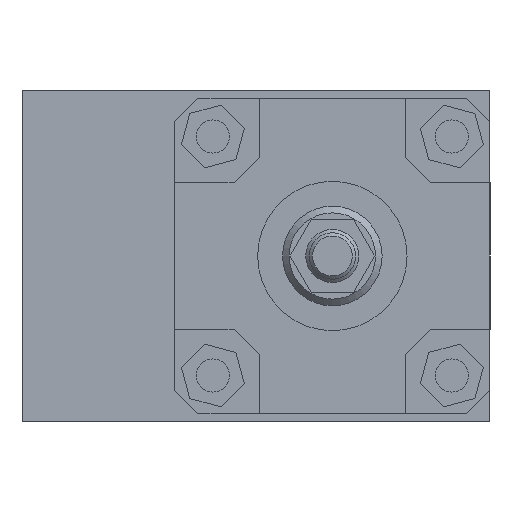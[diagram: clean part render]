
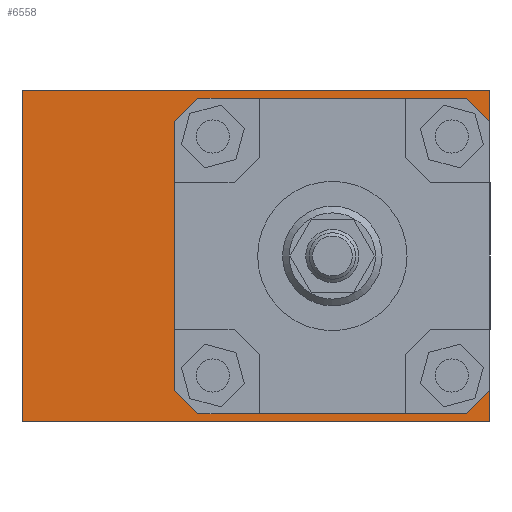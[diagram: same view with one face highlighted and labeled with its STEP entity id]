
A CAD part, left-side view. The second image highlights one B-rep face of the part: STEP entity #6558.
In plain terms, the highlighted planar face has unit normal (-1, 0, 0).
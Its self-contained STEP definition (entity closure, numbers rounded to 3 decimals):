
#1295=ORIENTED_EDGE('',*,*,#1970,.T.);
#1296=ORIENTED_EDGE('',*,*,#1971,.F.);
#1297=ORIENTED_EDGE('',*,*,#1968,.T.);
#1298=ORIENTED_EDGE('',*,*,#1972,.F.);
#1299=ORIENTED_EDGE('',*,*,#1646,.T.);
#1300=ORIENTED_EDGE('',*,*,#1663,.T.);
#1301=ORIENTED_EDGE('',*,*,#1600,.T.);
#1302=ORIENTED_EDGE('',*,*,#1597,.T.);
#1303=ORIENTED_EDGE('',*,*,#1594,.T.);
#1304=ORIENTED_EDGE('',*,*,#1591,.T.);
#1305=ORIENTED_EDGE('',*,*,#1588,.T.);
#1306=ORIENTED_EDGE('',*,*,#1585,.T.);
#1307=ORIENTED_EDGE('',*,*,#1582,.T.);
#1308=ORIENTED_EDGE('',*,*,#1619,.T.);
#1309=ORIENTED_EDGE('',*,*,#1616,.T.);
#1310=ORIENTED_EDGE('',*,*,#1613,.T.);
#1311=ORIENTED_EDGE('',*,*,#1610,.T.);
#1312=ORIENTED_EDGE('',*,*,#1607,.T.);
#1313=ORIENTED_EDGE('',*,*,#1604,.T.);
#1314=ORIENTED_EDGE('',*,*,#1622,.T.);
#1315=ORIENTED_EDGE('',*,*,#1640,.T.);
#1316=ORIENTED_EDGE('',*,*,#1637,.T.);
#1317=ORIENTED_EDGE('',*,*,#1634,.T.);
#1318=ORIENTED_EDGE('',*,*,#1631,.T.);
#1319=ORIENTED_EDGE('',*,*,#1628,.T.);
#1320=ORIENTED_EDGE('',*,*,#1625,.T.);
#1321=ORIENTED_EDGE('',*,*,#1643,.T.);
#1322=ORIENTED_EDGE('',*,*,#1661,.T.);
#1323=ORIENTED_EDGE('',*,*,#1658,.T.);
#1324=ORIENTED_EDGE('',*,*,#1655,.T.);
#1325=ORIENTED_EDGE('',*,*,#1652,.T.);
#1326=ORIENTED_EDGE('',*,*,#1649,.T.);
#1582=EDGE_CURVE('',#2153,#2152,#2556,.T.);
#1585=EDGE_CURVE('',#2155,#2153,#2559,.T.);
#1588=EDGE_CURVE('',#2157,#2155,#2562,.T.);
#1591=EDGE_CURVE('',#2159,#2157,#2565,.T.);
#1594=EDGE_CURVE('',#2161,#2159,#2568,.T.);
#1597=EDGE_CURVE('',#2163,#2161,#2571,.T.);
#1600=EDGE_CURVE('',#2165,#2163,#2574,.T.);
#1604=EDGE_CURVE('',#2169,#2168,#2578,.T.);
#1607=EDGE_CURVE('',#2171,#2169,#2581,.T.);
#1610=EDGE_CURVE('',#2173,#2171,#2584,.T.);
#1613=EDGE_CURVE('',#2175,#2173,#2587,.T.);
#1616=EDGE_CURVE('',#2177,#2175,#2590,.T.);
#1619=EDGE_CURVE('',#2152,#2177,#2593,.T.);
#1622=EDGE_CURVE('',#2168,#2179,#2596,.T.);
#1625=EDGE_CURVE('',#2183,#2182,#2599,.T.);
#1628=EDGE_CURVE('',#2185,#2183,#2602,.T.);
#1631=EDGE_CURVE('',#2187,#2185,#2605,.T.);
#1634=EDGE_CURVE('',#2189,#2187,#2608,.T.);
#1637=EDGE_CURVE('',#2191,#2189,#2611,.T.);
#1640=EDGE_CURVE('',#2179,#2191,#2614,.T.);
#1643=EDGE_CURVE('',#2182,#2193,#2617,.T.);
#1646=EDGE_CURVE('',#2197,#2196,#2620,.T.);
#1649=EDGE_CURVE('',#2199,#2197,#2623,.T.);
#1652=EDGE_CURVE('',#2201,#2199,#2626,.T.);
#1655=EDGE_CURVE('',#2203,#2201,#2629,.T.);
#1658=EDGE_CURVE('',#2205,#2203,#2632,.T.);
#1661=EDGE_CURVE('',#2193,#2205,#2635,.T.);
#1663=EDGE_CURVE('',#2196,#2165,#2637,.T.);
#1968=EDGE_CURVE('',#2413,#2412,#2922,.T.);
#1970=EDGE_CURVE('',#2414,#2415,#2924,.T.);
#1971=EDGE_CURVE('',#2413,#2415,#2925,.T.);
#1972=EDGE_CURVE('',#2414,#2412,#2926,.T.);
#2152=VERTEX_POINT('',#8631);
#2153=VERTEX_POINT('',#8633);
#2155=VERTEX_POINT('',#8639);
#2157=VERTEX_POINT('',#8645);
#2159=VERTEX_POINT('',#8651);
#2161=VERTEX_POINT('',#8657);
#2163=VERTEX_POINT('',#8663);
#2165=VERTEX_POINT('',#8669);
#2168=VERTEX_POINT('',#8676);
#2169=VERTEX_POINT('',#8678);
#2171=VERTEX_POINT('',#8684);
#2173=VERTEX_POINT('',#8690);
#2175=VERTEX_POINT('',#8696);
#2177=VERTEX_POINT('',#8702);
#2179=VERTEX_POINT('',#8711);
#2182=VERTEX_POINT('',#8718);
#2183=VERTEX_POINT('',#8720);
#2185=VERTEX_POINT('',#8726);
#2187=VERTEX_POINT('',#8732);
#2189=VERTEX_POINT('',#8738);
#2191=VERTEX_POINT('',#8744);
#2193=VERTEX_POINT('',#8753);
#2196=VERTEX_POINT('',#8760);
#2197=VERTEX_POINT('',#8762);
#2199=VERTEX_POINT('',#8768);
#2201=VERTEX_POINT('',#8774);
#2203=VERTEX_POINT('',#8780);
#2205=VERTEX_POINT('',#8786);
#2412=VERTEX_POINT('',#9434);
#2413=VERTEX_POINT('',#9436);
#2414=VERTEX_POINT('',#9440);
#2415=VERTEX_POINT('',#9441);
#2556=LINE('',#8632,#3070);
#2559=LINE('',#8638,#3073);
#2562=LINE('',#8644,#3076);
#2565=LINE('',#8650,#3079);
#2568=LINE('',#8656,#3082);
#2571=LINE('',#8662,#3085);
#2574=LINE('',#8668,#3088);
#2578=LINE('',#8677,#3092);
#2581=LINE('',#8683,#3095);
#2584=LINE('',#8689,#3098);
#2587=LINE('',#8695,#3101);
#2590=LINE('',#8701,#3104);
#2593=LINE('',#8706,#3107);
#2596=LINE('',#8712,#3110);
#2599=LINE('',#8719,#3113);
#2602=LINE('',#8725,#3116);
#2605=LINE('',#8731,#3119);
#2608=LINE('',#8737,#3122);
#2611=LINE('',#8743,#3125);
#2614=LINE('',#8748,#3128);
#2617=LINE('',#8754,#3131);
#2620=LINE('',#8761,#3134);
#2623=LINE('',#8767,#3137);
#2626=LINE('',#8773,#3140);
#2629=LINE('',#8779,#3143);
#2632=LINE('',#8785,#3146);
#2635=LINE('',#8790,#3149);
#2637=LINE('',#8793,#3151);
#2922=LINE('',#9435,#3436);
#2924=LINE('',#9439,#3438);
#2925=LINE('',#9442,#3439);
#2926=LINE('',#9443,#3440);
#3070=VECTOR('',#7406,1000.);
#3073=VECTOR('',#7411,1000.);
#3076=VECTOR('',#7416,1000.);
#3079=VECTOR('',#7421,1000.);
#3082=VECTOR('',#7426,1000.);
#3085=VECTOR('',#7431,1000.);
#3088=VECTOR('',#7436,1000.);
#3092=VECTOR('',#7442,1000.);
#3095=VECTOR('',#7447,1000.);
#3098=VECTOR('',#7452,1000.);
#3101=VECTOR('',#7457,1000.);
#3104=VECTOR('',#7462,1000.);
#3107=VECTOR('',#7467,1000.);
#3110=VECTOR('',#7472,1000.);
#3113=VECTOR('',#7477,1000.);
#3116=VECTOR('',#7482,1000.);
#3119=VECTOR('',#7487,1000.);
#3122=VECTOR('',#7492,1000.);
#3125=VECTOR('',#7497,1000.);
#3128=VECTOR('',#7502,1000.);
#3131=VECTOR('',#7507,1000.);
#3134=VECTOR('',#7512,1000.);
#3137=VECTOR('',#7517,1000.);
#3140=VECTOR('',#7522,1000.);
#3143=VECTOR('',#7527,1000.);
#3146=VECTOR('',#7532,1000.);
#3149=VECTOR('',#7537,1000.);
#3151=VECTOR('',#7541,1000.);
#3436=VECTOR('',#8126,1000.);
#3438=VECTOR('',#8130,1000.);
#3439=VECTOR('',#8131,1000.);
#3440=VECTOR('',#8132,1000.);
#3798=EDGE_LOOP('',(#1295,#1296,#1297,#1298));
#3799=EDGE_LOOP('',(#1299,#1300,#1301,#1302,#1303,#1304,#1305,#1306,#1307,
#1308,#1309,#1310,#1311,#1312,#1313,#1314,#1315,#1316,#1317,#1318,#1319,
#1320,#1321,#1322,#1323,#1324,#1325,#1326));
#4180=FACE_BOUND('',#3798,.T.);
#4181=FACE_BOUND('',#3799,.T.);
#4395=PLANE('',#6917);
#6558=ADVANCED_FACE('',(#4180,#4181),#4395,.T.);
#6917=AXIS2_PLACEMENT_3D('',#9438,#8128,#8129);
#7406=DIRECTION('',(0.,-0.966,0.259));
#7411=DIRECTION('',(0.,-0.707,-0.707));
#7416=DIRECTION('',(0.,-1.,0.));
#7421=DIRECTION('',(0.,-0.707,0.707));
#7426=DIRECTION('',(0.,0.,1.));
#7431=DIRECTION('',(0.,0.707,0.707));
#7436=DIRECTION('',(0.,-0.259,0.966));
#7442=DIRECTION('',(0.,0.707,-0.707));
#7447=DIRECTION('',(0.,0.,-1.));
#7452=DIRECTION('',(0.,-0.707,-0.707));
#7457=DIRECTION('',(0.,-1.,0.));
#7462=DIRECTION('',(0.,-0.707,0.707));
#7467=DIRECTION('',(0.,-0.966,-0.259));
#7472=DIRECTION('',(0.,-0.259,-0.966));
#7477=DIRECTION('',(0.,0.707,0.707));
#7482=DIRECTION('',(0.,1.,0.));
#7487=DIRECTION('',(0.,0.707,-0.707));
#7492=DIRECTION('',(0.,0.,-1.));
#7497=DIRECTION('',(0.,-0.707,-0.707));
#7502=DIRECTION('',(0.,0.259,-0.966));
#7507=DIRECTION('',(0.,0.966,-0.259));
#7512=DIRECTION('',(0.,-0.707,0.707));
#7517=DIRECTION('',(0.,0.,1.));
#7522=DIRECTION('',(0.,0.707,0.707));
#7527=DIRECTION('',(0.,1.,0.));
#7532=DIRECTION('',(0.,0.707,-0.707));
#7537=DIRECTION('',(0.,0.966,0.259));
#7541=DIRECTION('',(0.,0.259,0.966));
#8126=DIRECTION('',(0.,-1.,0.));
#8128=DIRECTION('',(-1.,0.,0.));
#8129=DIRECTION('',(0.,0.,1.));
#8130=DIRECTION('',(0.,1.,0.));
#8131=DIRECTION('',(0.,0.,1.));
#8132=DIRECTION('',(0.,0.,-1.));
#8631=CARTESIAN_POINT('',(-50.,0.,44.517));
#8632=CARTESIAN_POINT('',(-50.,-33.189,53.41));
#8633=CARTESIAN_POINT('',(-50.,25.071,37.799));
#8638=CARTESIAN_POINT('',(-50.,-30.114,-17.386));
#8639=CARTESIAN_POINT('',(-50.,32.472,45.2));
#8644=CARTESIAN_POINT('',(-50.,-47.5,45.2));
#8645=CARTESIAN_POINT('',(-50.,39.2,45.2));
#8650=CARTESIAN_POINT('',(-50.,18.45,65.95));
#8651=CARTESIAN_POINT('',(-50.,45.2,39.2));
#8656=CARTESIAN_POINT('',(-50.,45.2,0.));
#8657=CARTESIAN_POINT('',(-50.,45.2,32.472));
#8662=CARTESIAN_POINT('',(-50.,-17.386,-30.114));
#8663=CARTESIAN_POINT('',(-50.,37.799,25.071));
#8668=CARTESIAN_POINT('',(-50.,38.353,23.004));
#8669=CARTESIAN_POINT('',(-50.,44.517,0.));
#8676=CARTESIAN_POINT('',(-50.,-37.799,25.071));
#8677=CARTESIAN_POINT('',(-50.,-30.114,17.386));
#8678=CARTESIAN_POINT('',(-50.,-45.2,32.472));
#8683=CARTESIAN_POINT('',(-50.,-45.2,0.));
#8684=CARTESIAN_POINT('',(-50.,-45.2,39.2));
#8689=CARTESIAN_POINT('',(-50.,-65.95,18.45));
#8690=CARTESIAN_POINT('',(-50.,-39.2,45.2));
#8695=CARTESIAN_POINT('',(-50.,-47.5,45.2));
#8696=CARTESIAN_POINT('',(-50.,-32.472,45.2));
#8701=CARTESIAN_POINT('',(-50.,-17.386,30.114));
#8702=CARTESIAN_POINT('',(-50.,-25.071,37.799));
#8706=CARTESIAN_POINT('',(-50.,-55.447,29.66));
#8711=CARTESIAN_POINT('',(-50.,-44.517,0.));
#8712=CARTESIAN_POINT('',(-50.,-44.717,-0.746));
#8718=CARTESIAN_POINT('',(-50.,-25.071,-37.799));
#8719=CARTESIAN_POINT('',(-50.,-17.386,-30.114));
#8720=CARTESIAN_POINT('',(-50.,-32.472,-45.2));
#8725=CARTESIAN_POINT('',(-50.,-47.5,-45.2));
#8726=CARTESIAN_POINT('',(-50.,-39.2,-45.2));
#8731=CARTESIAN_POINT('',(-50.,-65.95,-18.45));
#8732=CARTESIAN_POINT('',(-50.,-45.2,-39.2));
#8737=CARTESIAN_POINT('',(-50.,-45.2,0.));
#8738=CARTESIAN_POINT('',(-50.,-45.2,-32.472));
#8743=CARTESIAN_POINT('',(-50.,-30.114,-17.386));
#8744=CARTESIAN_POINT('',(-50.,-37.799,-25.071));
#8748=CARTESIAN_POINT('',(-50.,-44.717,0.746));
#8753=CARTESIAN_POINT('',(-50.,0.,-44.517));
#8754=CARTESIAN_POINT('',(-50.,-55.447,-29.66));
#8760=CARTESIAN_POINT('',(-50.,37.799,-25.071));
#8761=CARTESIAN_POINT('',(-50.,-17.386,30.114));
#8762=CARTESIAN_POINT('',(-50.,45.2,-32.472));
#8767=CARTESIAN_POINT('',(-50.,45.2,0.));
#8768=CARTESIAN_POINT('',(-50.,45.2,-39.2));
#8773=CARTESIAN_POINT('',(-50.,18.45,-65.95));
#8774=CARTESIAN_POINT('',(-50.,39.2,-45.2));
#8779=CARTESIAN_POINT('',(-50.,-47.5,-45.2));
#8780=CARTESIAN_POINT('',(-50.,32.472,-45.2));
#8785=CARTESIAN_POINT('',(-50.,-30.114,17.386));
#8786=CARTESIAN_POINT('',(-50.,25.071,-37.799));
#8790=CARTESIAN_POINT('',(-50.,-33.189,-53.41));
#8793=CARTESIAN_POINT('',(-50.,38.353,-23.004));
#9434=CARTESIAN_POINT('',(-50.,-47.5,-50.));
#9435=CARTESIAN_POINT('',(-50.,93.5,-50.));
#9436=CARTESIAN_POINT('',(-50.,93.5,-50.));
#9438=CARTESIAN_POINT('',(-50.,-47.5,0.));
#9439=CARTESIAN_POINT('',(-50.,93.5,50.));
#9440=CARTESIAN_POINT('',(-50.,-47.5,50.));
#9441=CARTESIAN_POINT('',(-50.,93.5,50.));
#9442=CARTESIAN_POINT('',(-50.,93.5,0.));
#9443=CARTESIAN_POINT('',(-50.,-47.5,0.));
